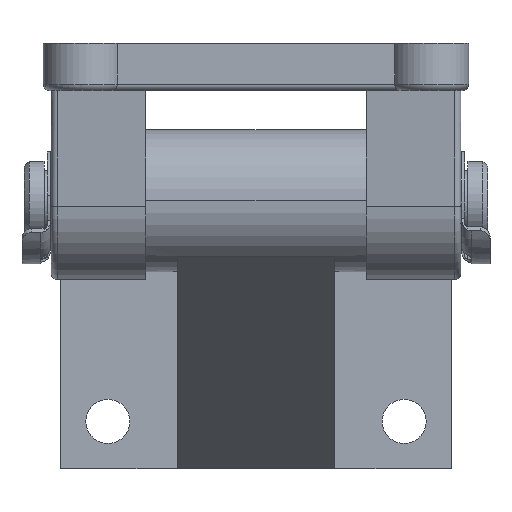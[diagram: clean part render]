
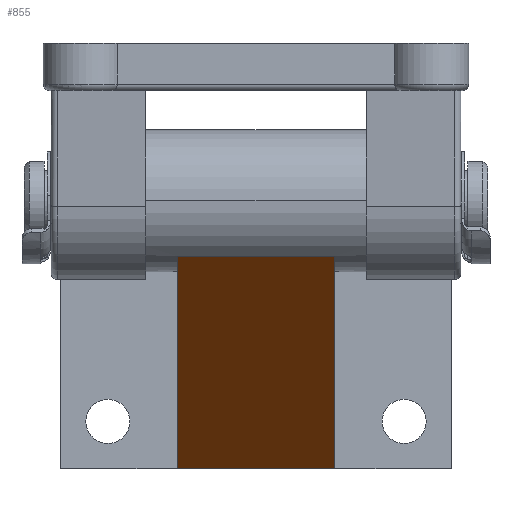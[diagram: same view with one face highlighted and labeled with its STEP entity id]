
A CAD part, front view. The second image highlights one B-rep face of the part: STEP entity #855.
In plain terms, the highlighted face is planar.
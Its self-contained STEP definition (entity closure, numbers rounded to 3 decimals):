
#227 = DIRECTION ( 'NONE',  ( -0.626, 0., 0.78 ) ) ;
#238 = CARTESIAN_POINT ( 'NONE',  ( 3.409, 37., 127.941 ) ) ;
#278 = DIRECTION ( 'NONE',  ( -0.626, 0., 0.78 ) ) ;
#281 = CARTESIAN_POINT ( 'NONE',  ( 3.409, 87., 127.941 ) ) ;
#290 = DIRECTION ( 'NONE',  ( 0., -1., 0. ) ) ;
#294 = CARTESIAN_POINT ( 'NONE',  ( 90., 87., 20. ) ) ;
#608 = CARTESIAN_POINT ( 'NONE',  ( 22.551, 87., 104.079 ) ) ;
#610 = VERTEX_POINT ( 'NONE', #608 ) ;
#640 = CARTESIAN_POINT ( 'NONE',  ( 22.551, 37., 104.079 ) ) ;
#672 = VERTEX_POINT ( 'NONE', #640 ) ;
#855 = ADVANCED_FACE ( 'NONE', ( #4224 ), #1714, .T. ) ;
#992 = VERTEX_POINT ( 'NONE', #1911 ) ;
#998 = VERTEX_POINT ( 'NONE', #1875 ) ;
#1081 = ORIENTED_EDGE ( 'NONE', *, *, #4726, .T. ) ;
#1088 = ORIENTED_EDGE ( 'NONE', *, *, #4741, .F. ) ;
#1097 = ORIENTED_EDGE ( 'NONE', *, *, #4976, .T. ) ;
#1110 = ORIENTED_EDGE ( 'NONE', *, *, #4720, .F. ) ;
#1690 = CARTESIAN_POINT ( 'NONE',  ( 3.409, 87., 127.941 ) ) ;
#1714 = PLANE ( 'NONE',  #5125 ) ;
#1759 = DIRECTION ( 'NONE',  ( 0.626, 0., -0.78 ) ) ;
#1816 = DIRECTION ( 'NONE',  ( 0.78, 0., 0.626 ) ) ;
#1875 = CARTESIAN_POINT ( 'NONE',  ( 90., 87., 20. ) ) ;
#1911 = CARTESIAN_POINT ( 'NONE',  ( 90., 37., 20. ) ) ;
#2757 = CARTESIAN_POINT ( 'NONE',  ( 22.551, 87., 104.079 ) ) ;
#2758 = DIRECTION ( 'NONE',  ( 0., -1., 0. ) ) ;
#3170 = LINE ( 'NONE', #2757, #3183 ) ;
#3183 = VECTOR ( 'NONE', #2758, 1000. ) ;
#3983 = EDGE_LOOP ( 'NONE', ( #1088, #1110, #1081, #1097 ) ) ;
#4224 = FACE_OUTER_BOUND ( 'NONE', #3983, .T. ) ;
#4445 = LINE ( 'NONE', #294, #4465 ) ;
#4461 = LINE ( 'NONE', #281, #4476 ) ;
#4465 = VECTOR ( 'NONE', #290, 1000. ) ;
#4476 = VECTOR ( 'NONE', #278, 1000. ) ;
#4492 = VECTOR ( 'NONE', #227, 1000. ) ;
#4498 = LINE ( 'NONE', #238, #4492 ) ;
#4720 = EDGE_CURVE ( 'NONE', #998, #992, #4445, .T. ) ;
#4726 = EDGE_CURVE ( 'NONE', #998, #610, #4461, .T. ) ;
#4741 = EDGE_CURVE ( 'NONE', #992, #672, #4498, .T. ) ;
#4976 = EDGE_CURVE ( 'NONE', #610, #672, #3170, .T. ) ;
#5125 = AXIS2_PLACEMENT_3D ( 'NONE', #1690, #1816, #1759 ) ;
